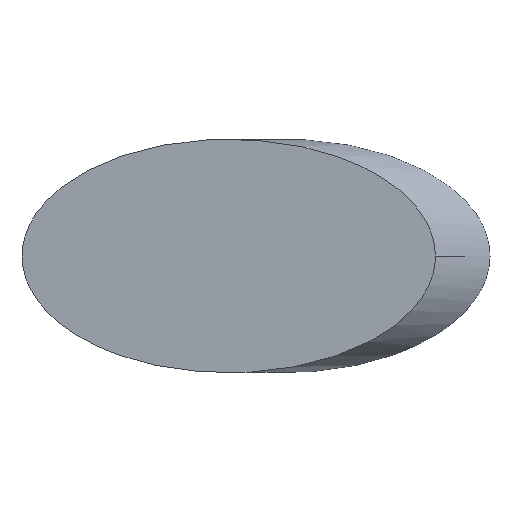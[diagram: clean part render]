
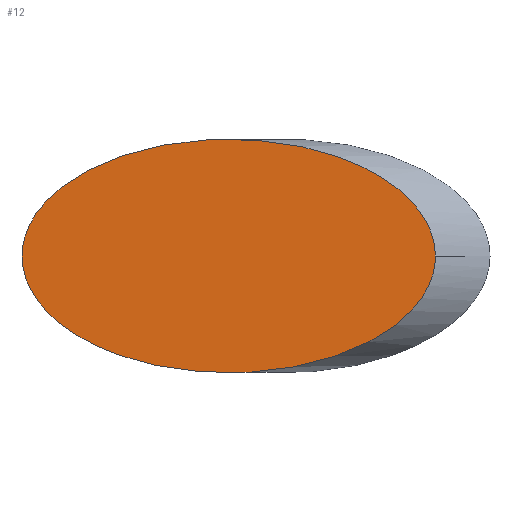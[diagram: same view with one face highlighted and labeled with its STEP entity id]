
A CAD part, left-side view. The second image highlights one B-rep face of the part: STEP entity #12.
In plain terms, the highlighted planar face has unit normal (-1, 0, 0).
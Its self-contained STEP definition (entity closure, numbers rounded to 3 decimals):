
#4 = CARTESIAN_POINT ( 'NONE',  ( -1., 12.512, -6.25 ) ) ;
#5 = ORIENTED_EDGE ( 'NONE', *, *, #69, .T. ) ;
#6 = CARTESIAN_POINT ( 'NONE',  ( -1., -9.595, 0. ) ) ;
#12 = ADVANCED_FACE ( 'NONE', ( #172 ), #92, .T. ) ;
#20 = CARTESIAN_POINT ( 'NONE',  ( -1., 12.512, 0. ) ) ;
#22 = CARTESIAN_POINT ( 'NONE',  ( -1., 12.512, -12.5 ) ) ;
#29 = CARTESIAN_POINT ( 'NONE',  ( -1., -9.595, 12.5 ) ) ;
#33 = AXIS2_PLACEMENT_3D ( 'NONE', #4, #65, #115 ) ;
#50 = CARTESIAN_POINT ( 'NONE',  ( -1., -9.595, -12.5 ) ) ;
#65 = DIRECTION ( 'NONE',  ( -1., 0., 0. ) ) ;
#69 = EDGE_CURVE ( 'NONE', #137, #74, #90, .T. ) ;
#74 = VERTEX_POINT ( 'NONE', #20 ) ;
#76 = EDGE_CURVE ( 'NONE', #74, #137, #122, .T. ) ;
#90 =( BOUNDED_CURVE ( )  B_SPLINE_CURVE ( 3, ( #169, #29, #143, #113 ),
 .UNSPECIFIED., .F., .F. ) 
 B_SPLINE_CURVE_WITH_KNOTS ( ( 4, 4 ),
 ( 3.142, 6.283 ),
 .UNSPECIFIED. ) 
 CURVE ( )  GEOMETRIC_REPRESENTATION_ITEM ( )  RATIONAL_B_SPLINE_CURVE ( ( 1., 0.333, 0.333, 1. ) ) 
 REPRESENTATION_ITEM ( '' )  );
#92 = PLANE ( 'NONE',  #33 ) ;
#113 = CARTESIAN_POINT ( 'NONE',  ( -1., 12.512, 0. ) ) ;
#115 = DIRECTION ( 'NONE',  ( 0., 0., 1. ) ) ;
#122 =( BOUNDED_CURVE ( )  B_SPLINE_CURVE ( 3, ( #133, #22, #50, #168 ),
 .UNSPECIFIED., .F., .T. ) 
 B_SPLINE_CURVE_WITH_KNOTS ( ( 4, 4 ),
 ( 0., 3.142 ),
 .UNSPECIFIED. ) 
 CURVE ( )  GEOMETRIC_REPRESENTATION_ITEM ( )  RATIONAL_B_SPLINE_CURVE ( ( 1., 0.333, 0.333, 1. ) ) 
 REPRESENTATION_ITEM ( '' )  );
#124 = EDGE_LOOP ( 'NONE', ( #5, #152 ) ) ;
#133 = CARTESIAN_POINT ( 'NONE',  ( -1., 12.512, 0. ) ) ;
#137 = VERTEX_POINT ( 'NONE', #6 ) ;
#143 = CARTESIAN_POINT ( 'NONE',  ( -1., 12.512, 12.5 ) ) ;
#152 = ORIENTED_EDGE ( 'NONE', *, *, #76, .T. ) ;
#168 = CARTESIAN_POINT ( 'NONE',  ( -1., -9.595, 0. ) ) ;
#169 = CARTESIAN_POINT ( 'NONE',  ( -1., -9.595, 0. ) ) ;
#172 = FACE_OUTER_BOUND ( 'NONE', #124, .T. ) ;
